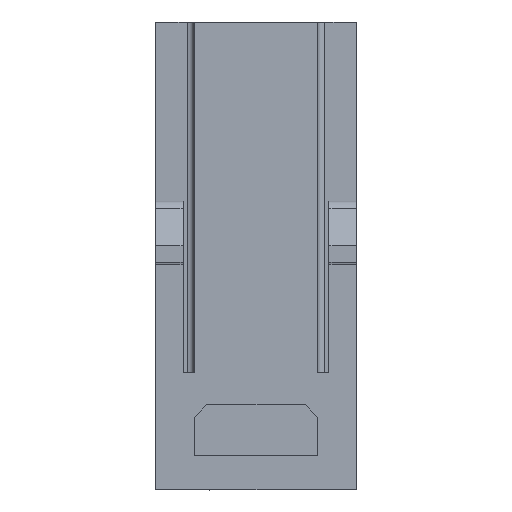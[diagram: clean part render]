
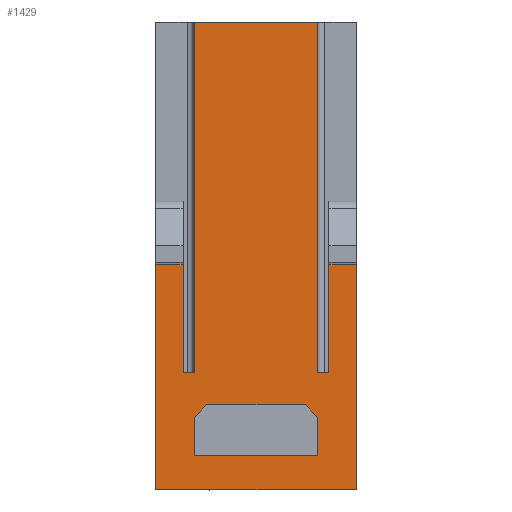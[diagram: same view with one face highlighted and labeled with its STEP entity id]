
A CAD part, front view. The second image highlights one B-rep face of the part: STEP entity #1429.
In plain terms, the highlighted planar face has unit normal (0, -1, 0).
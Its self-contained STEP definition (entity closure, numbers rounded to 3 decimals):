
#1429=ADVANCED_FACE('',(#2269,#2270),#1938,.T.);
#1938=PLANE('',#11684);
#2269=FACE_BOUND('',#2616,.T.);
#2270=FACE_BOUND('',#2617,.T.);
#2616=EDGE_LOOP('',(#4229,#4230,#4231,#4232,#4233,#4234));
#2617=EDGE_LOOP('',(#4235,#4236,#4237,#4238,#4239,#4240,#4241,#4242,#4243,
#4244,#4245,#4246));
#4229=ORIENTED_EDGE('',*,*,#7542,.F.);
#4230=ORIENTED_EDGE('',*,*,#7543,.F.);
#4231=ORIENTED_EDGE('',*,*,#7544,.F.);
#4232=ORIENTED_EDGE('',*,*,#7545,.F.);
#4233=ORIENTED_EDGE('',*,*,#7546,.F.);
#4234=ORIENTED_EDGE('',*,*,#7547,.F.);
#4235=ORIENTED_EDGE('',*,*,#7548,.T.);
#4236=ORIENTED_EDGE('',*,*,#7549,.T.);
#4237=ORIENTED_EDGE('',*,*,#7550,.T.);
#4238=ORIENTED_EDGE('',*,*,#7504,.F.);
#4239=ORIENTED_EDGE('',*,*,#7551,.T.);
#4240=ORIENTED_EDGE('',*,*,#7526,.T.);
#4241=ORIENTED_EDGE('',*,*,#7552,.T.);
#4242=ORIENTED_EDGE('',*,*,#7540,.T.);
#4243=ORIENTED_EDGE('',*,*,#7351,.F.);
#4244=ORIENTED_EDGE('',*,*,#7553,.T.);
#4245=ORIENTED_EDGE('',*,*,#6843,.T.);
#4246=ORIENTED_EDGE('',*,*,#7554,.T.);
#5909=VERTEX_POINT('',#15303);
#5910=VERTEX_POINT('',#15305);
#6298=VERTEX_POINT('',#17385);
#6299=VERTEX_POINT('',#17387);
#6407=VERTEX_POINT('',#17692);
#6408=VERTEX_POINT('',#17694);
#6421=VERTEX_POINT('',#17736);
#6422=VERTEX_POINT('',#17738);
#6429=VERTEX_POINT('',#17779);
#6430=VERTEX_POINT('',#17783);
#6431=VERTEX_POINT('',#17784);
#6432=VERTEX_POINT('',#17786);
#6433=VERTEX_POINT('',#17788);
#6434=VERTEX_POINT('',#17790);
#6435=VERTEX_POINT('',#17792);
#6436=VERTEX_POINT('',#17795);
#6437=VERTEX_POINT('',#17796);
#6438=VERTEX_POINT('',#17798);
#6843=EDGE_CURVE('',#5910,#5909,#9008,.T.);
#7351=EDGE_CURVE('',#6298,#6299,#9368,.T.);
#7504=EDGE_CURVE('',#6407,#6408,#9498,.T.);
#7526=EDGE_CURVE('',#6422,#6421,#9516,.T.);
#7540=EDGE_CURVE('',#6429,#6299,#9528,.T.);
#7542=EDGE_CURVE('',#6430,#6431,#9529,.T.);
#7543=EDGE_CURVE('',#6432,#6430,#9530,.T.);
#7544=EDGE_CURVE('',#6433,#6432,#9531,.T.);
#7545=EDGE_CURVE('',#6434,#6433,#9532,.T.);
#7546=EDGE_CURVE('',#6435,#6434,#9533,.T.);
#7547=EDGE_CURVE('',#6431,#6435,#9534,.T.);
#7548=EDGE_CURVE('',#6436,#6437,#9535,.T.);
#7549=EDGE_CURVE('',#6437,#6438,#9536,.T.);
#7550=EDGE_CURVE('',#6438,#6408,#9537,.T.);
#7551=EDGE_CURVE('',#6407,#6422,#9538,.T.);
#7552=EDGE_CURVE('',#6421,#6429,#9539,.T.);
#7553=EDGE_CURVE('',#6298,#5910,#9540,.T.);
#7554=EDGE_CURVE('',#5909,#6436,#9541,.T.);
#9008=LINE('',#15304,#10102);
#9368=LINE('',#17386,#10462);
#9498=LINE('',#17693,#10592);
#9516=LINE('',#17737,#10610);
#9528=LINE('',#17778,#10622);
#9529=LINE('',#17782,#10623);
#9530=LINE('',#17785,#10624);
#9531=LINE('',#17787,#10625);
#9532=LINE('',#17789,#10626);
#9533=LINE('',#17791,#10627);
#9534=LINE('',#17793,#10628);
#9535=LINE('',#17794,#10629);
#9536=LINE('',#17797,#10630);
#9537=LINE('',#17799,#10631);
#9538=LINE('',#17800,#10632);
#9539=LINE('',#17801,#10633);
#9540=LINE('',#17802,#10634);
#9541=LINE('',#17803,#10635);
#10102=VECTOR('',#12321,1.);
#10462=VECTOR('',#13039,1.);
#10592=VECTOR('',#13273,1.);
#10610=VECTOR('',#13303,1.);
#10622=VECTOR('',#13331,1.);
#10623=VECTOR('',#13336,1.);
#10624=VECTOR('',#13337,1.);
#10625=VECTOR('',#13338,1.);
#10626=VECTOR('',#13339,1.);
#10627=VECTOR('',#13340,1.);
#10628=VECTOR('',#13341,1.);
#10629=VECTOR('',#13342,1.);
#10630=VECTOR('',#13343,1.);
#10631=VECTOR('',#13344,1.);
#10632=VECTOR('',#13345,1.);
#10633=VECTOR('',#13346,1.);
#10634=VECTOR('',#13347,1.);
#10635=VECTOR('',#13348,1.);
#11684=AXIS2_PLACEMENT_3D('',#17804,#13349,#13350);
#12321=DIRECTION('',(0.,0.,1.));
#13039=DIRECTION('',(0.,0.,1.));
#13273=DIRECTION('',(1.,0.,0.));
#13303=DIRECTION('',(-1.,0.,0.));
#13331=DIRECTION('',(-1.,0.,0.));
#13336=DIRECTION('',(0.,0.,-1.));
#13337=DIRECTION('',(-0.707,0.,-0.707));
#13338=DIRECTION('',(-1.,0.,0.));
#13339=DIRECTION('',(-0.707,0.,0.707));
#13340=DIRECTION('',(0.,0.,1.));
#13341=DIRECTION('',(1.,0.,0.));
#13342=DIRECTION('',(0.,0.,-1.));
#13343=DIRECTION('',(-1.,0.,0.));
#13344=DIRECTION('',(0.,0.,1.));
#13345=DIRECTION('',(0.,0.,-1.));
#13346=DIRECTION('',(0.,0.,1.));
#13347=DIRECTION('',(1.,0.,0.));
#13348=DIRECTION('',(-1.,0.,0.));
#13349=DIRECTION('',(0.,-1.,0.));
#13350=DIRECTION('',(-1.,0.,0.));
#15303=CARTESIAN_POINT('',(7.3,-15.15,-1.45));
#15304=CARTESIAN_POINT('',(7.3,-15.15,-17.8));
#15305=CARTESIAN_POINT('',(7.3,-15.15,-17.8));
#17385=CARTESIAN_POINT('',(-7.3,-15.15,-17.8));
#17386=CARTESIAN_POINT('',(-7.3,-15.15,-17.8));
#17387=CARTESIAN_POINT('',(-7.3,-15.15,-1.45));
#17692=CARTESIAN_POINT('',(-4.5,-15.15,16.2));
#17693=CARTESIAN_POINT('',(-4.5,-15.15,16.2));
#17694=CARTESIAN_POINT('',(4.5,-15.15,16.2));
#17736=CARTESIAN_POINT('',(-5.3,-15.15,-9.3));
#17737=CARTESIAN_POINT('',(-4.5,-15.15,-9.3));
#17738=CARTESIAN_POINT('',(-4.5,-15.15,-9.3));
#17778=CARTESIAN_POINT('',(-5.3,-15.15,-1.45));
#17779=CARTESIAN_POINT('',(-5.3,-15.15,-1.45));
#17782=CARTESIAN_POINT('',(-4.5,-15.15,-12.75));
#17783=CARTESIAN_POINT('',(-4.5,-15.15,-12.538));
#17784=CARTESIAN_POINT('',(-4.5,-15.15,-15.3));
#17785=CARTESIAN_POINT('',(15.969,-15.15,7.931));
#17786=CARTESIAN_POINT('',(-3.562,-15.15,-11.6));
#17787=CARTESIAN_POINT('',(7.5,-15.15,-11.6));
#17788=CARTESIAN_POINT('',(3.562,-15.15,-11.6));
#17789=CARTESIAN_POINT('',(-8.469,-15.15,0.431));
#17790=CARTESIAN_POINT('',(4.5,-15.15,-12.538));
#17791=CARTESIAN_POINT('',(4.5,-15.15,-15.3));
#17792=CARTESIAN_POINT('',(4.5,-15.15,-15.3));
#17793=CARTESIAN_POINT('',(-4.5,-15.15,-15.3));
#17794=CARTESIAN_POINT('',(5.3,-15.15,-1.45));
#17795=CARTESIAN_POINT('',(5.3,-15.15,-1.45));
#17796=CARTESIAN_POINT('',(5.3,-15.15,-9.3));
#17797=CARTESIAN_POINT('',(5.3,-15.15,-9.3));
#17798=CARTESIAN_POINT('',(4.5,-15.15,-9.3));
#17799=CARTESIAN_POINT('',(4.5,-15.15,-9.3));
#17800=CARTESIAN_POINT('',(-4.5,-15.15,16.2));
#17801=CARTESIAN_POINT('',(-5.3,-15.15,-9.3));
#17802=CARTESIAN_POINT('',(-7.3,-15.15,-17.8));
#17803=CARTESIAN_POINT('',(7.3,-15.15,-1.45));
#17804=CARTESIAN_POINT('',(7.5,-15.15,16.4));
